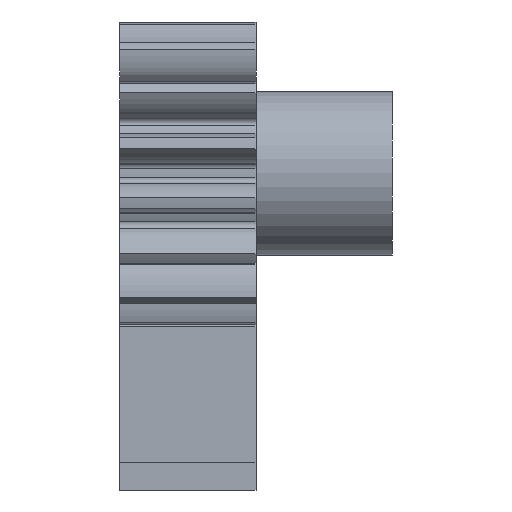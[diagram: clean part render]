
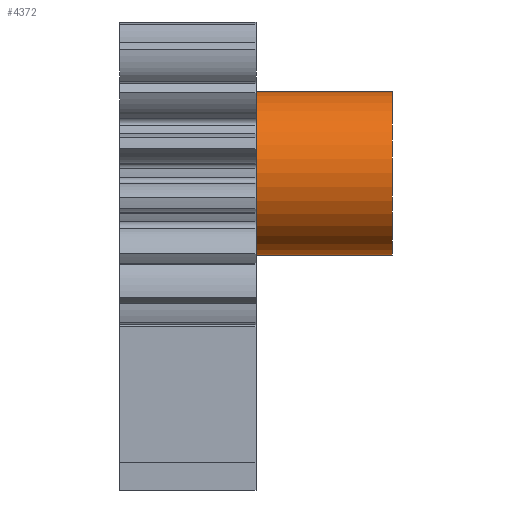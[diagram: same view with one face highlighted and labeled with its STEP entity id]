
A CAD part, left-side view. The second image highlights one B-rep face of the part: STEP entity #4372.
In plain terms, the highlighted cylindrical face has radius 3 mm (diameter 6 mm), a full revolution.
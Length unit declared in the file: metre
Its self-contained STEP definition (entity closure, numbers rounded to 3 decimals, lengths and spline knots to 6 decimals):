
#178=CYLINDRICAL_SURFACE('',#4727,0.003);
#266=CIRCLE('',#4628,0.003);
#316=CIRCLE('',#4728,0.003);
#1420=ORIENTED_EDGE('',*,*,#2195,.F.);
#1421=ORIENTED_EDGE('',*,*,#2047,.T.);
#2047=EDGE_CURVE('',#2604,#2604,#266,.T.);
#2195=EDGE_CURVE('',#2671,#2671,#316,.T.);
#2604=VERTEX_POINT('',#7861);
#2671=VERTEX_POINT('',#9886);
#3797=EDGE_LOOP('',(#1420));
#3798=EDGE_LOOP('',(#1421));
#4024=FACE_BOUND('',#3797,.T.);
#4025=FACE_BOUND('',#3798,.T.);
#4372=ADVANCED_FACE('',(#4024,#4025),#178,.T.);
#4628=AXIS2_PLACEMENT_3D('',#7860,#5454,#5455);
#4727=AXIS2_PLACEMENT_3D('',#9884,#5718,#5719);
#4728=AXIS2_PLACEMENT_3D('',#9885,#5720,#5721);
#5454=DIRECTION('',(0.,-1.,0.));
#5455=DIRECTION('',(0.,0.,-1.));
#5718=DIRECTION('',(0.,1.,0.));
#5719=DIRECTION('',(0.,0.,1.));
#5720=DIRECTION('',(0.,-1.,0.));
#5721=DIRECTION('',(0.,0.,-1.));
#7860=CARTESIAN_POINT('',(0.,-0.005,0.));
#7861=CARTESIAN_POINT('',(0.,-0.005,-0.003));
#9884=CARTESIAN_POINT('',(0.,-0.01,0.));
#9885=CARTESIAN_POINT('',(0.,-0.01,0.));
#9886=CARTESIAN_POINT('',(0.,-0.01,-0.003));
